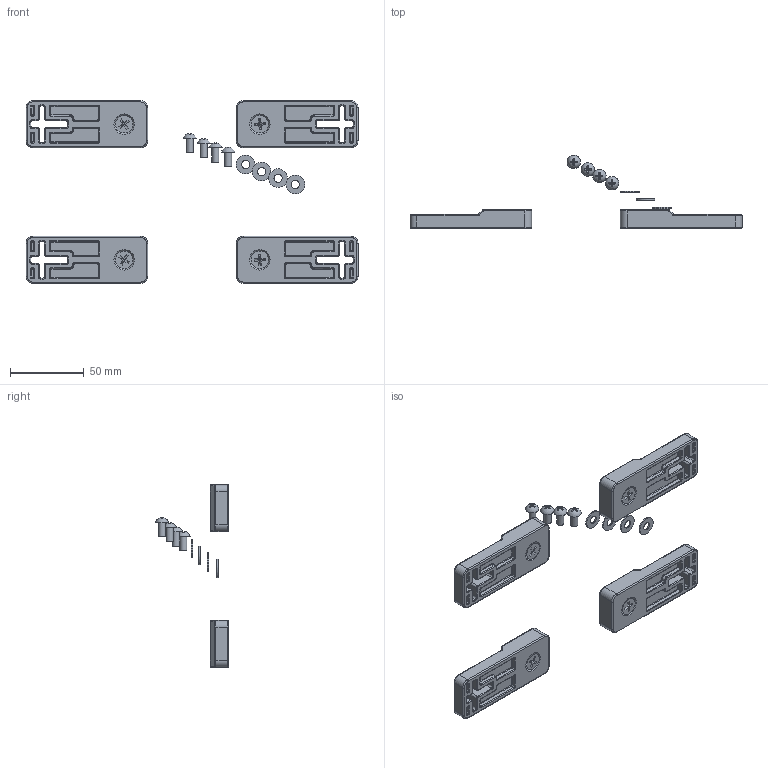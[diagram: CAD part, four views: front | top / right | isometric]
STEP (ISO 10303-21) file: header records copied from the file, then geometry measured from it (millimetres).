
FILE_DESCRIPTION (( 'STEP AP214' ), '1' );
FILE_NAME ('AHAK.STEP', '2020-10-05T12:46:07', ( '' ), ( '' ), 'SwSTEP 2.0', 'SolidWorks 2019', '' );
FILE_SCHEMA (( 'AUTOMOTIVE_DESIGN' ));
Length unit declared in the file: inch
Products named in the file (1): AHAK
Bounding box: 225.43 x 49.86 x 123.83 mm (x, y, z)
Volume: 91221.5 mm3; surface area: 41622 mm2
Topology: 16 solids, 16 shells, 1532 faces, 3464 edges, 2012 vertices
Faces by surface type: cylinder 644, bspline 416, plane 404, cone 32, torus 32, sphere 4
Full cylindrical faces by diameter (mm): 4.826 x4, 5.588 x4, 6.35 x4, 6.731 x4, 12.7 x4
Entity records: 60325 total; most frequent: CARTESIAN_POINT 30929, ORIENTED_EDGE 6856, DIRECTION 4838, EDGE_CURVE 3428, VERTEX_POINT 2004, AXIS2_PLACEMENT_3D 1673, EDGE_LOOP 1632, FACE_OUTER_BOUND 1556
